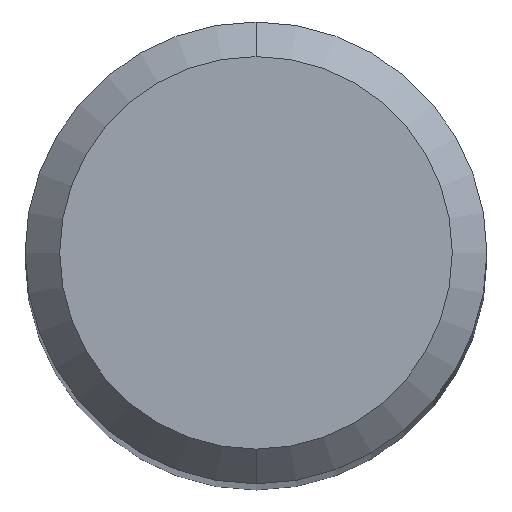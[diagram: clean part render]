
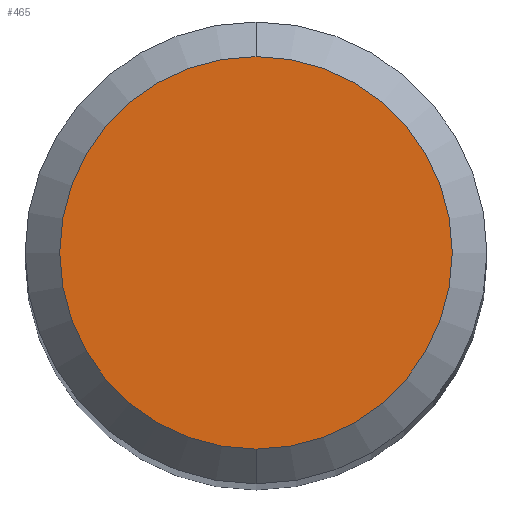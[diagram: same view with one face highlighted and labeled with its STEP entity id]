
A CAD part, top view. The second image highlights one B-rep face of the part: STEP entity #465.
In plain terms, the highlighted planar face has unit normal (0, 0, 1).
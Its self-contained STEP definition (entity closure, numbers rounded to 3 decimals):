
#419=VERTEX_POINT('',#1118);
#465=ADVANCED_FACE('',(#1167),#1168,.T.);
#549=VERTEX_POINT('',#1261);
#701=EDGE_CURVE('',#549,#419,#1421,.T.);
#865=EDGE_CURVE('',#419,#549,#1601,.T.);
#1118=CARTESIAN_POINT('',(0.0,1.7,0.0));
#1167=FACE_OUTER_BOUND('',#2565,.T.);
#1168=PLANE('',#2566);
#1261=CARTESIAN_POINT('',(0.,-1.7,0.0));
#1421=CIRCLE('',#3217,1.7);
#1601=CIRCLE('',#3828,1.7);
#2565=EDGE_LOOP('',(#4609,#4610));
#2566=AXIS2_PLACEMENT_3D('',#4611,#4612,#4613);
#3217=AXIS2_PLACEMENT_3D('',#4898,#4899,#4900);
#3828=AXIS2_PLACEMENT_3D('',#5137,#5138,#5139);
#4609=ORIENTED_EDGE('',*,*,#865,.F.);
#4610=ORIENTED_EDGE('',*,*,#701,.F.);
#4611=CARTESIAN_POINT('',(0.0,0.85,0.0));
#4612=DIRECTION('',(-0.0,0.0,1.0));
#4613=DIRECTION('',(0.0,-1.0,0.0));
#4898=CARTESIAN_POINT('',(0.0,0.0,0.0));
#4899=DIRECTION('',(0.0,0.0,-1.0));
#4900=DIRECTION('',(0.0,1.0,0.0));
#5137=CARTESIAN_POINT('',(0.0,0.0,0.0));
#5138=DIRECTION('',(0.0,0.0,-1.0));
#5139=DIRECTION('',(0.0,1.0,0.0));
